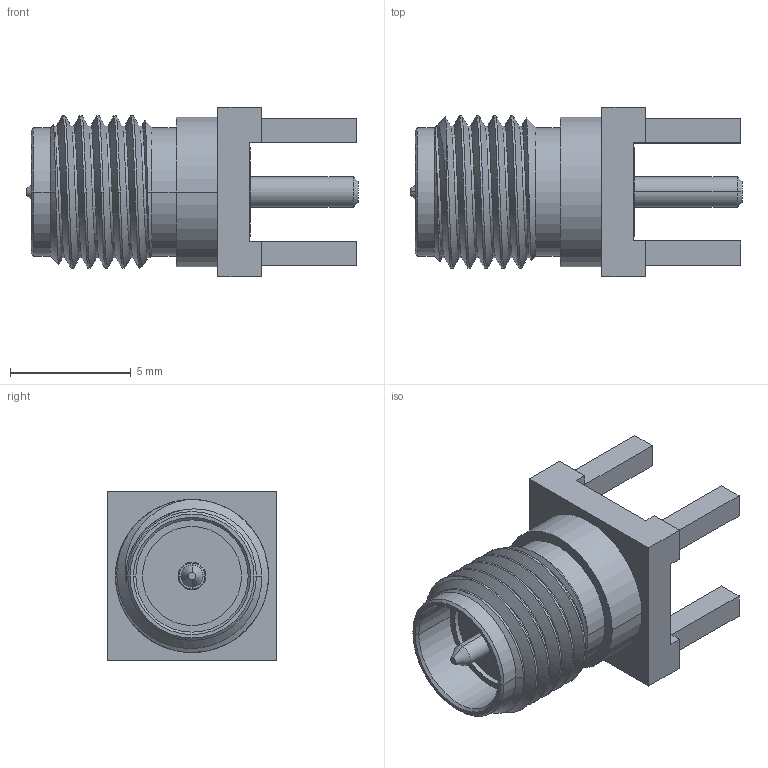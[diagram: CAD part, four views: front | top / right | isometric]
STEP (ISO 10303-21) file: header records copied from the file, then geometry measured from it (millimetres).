
FILE_DESCRIPTION((''),'2;1');
FILE_NAME('132134RP_SW0001','2019-12-23T',('karthik'),(''),'CREO PARAMETRIC BY PTC INC, 2018360','CREO PARAMETRIC BY PTC INC, 2018360','');
FILE_SCHEMA(('CONFIG_CONTROL_DESIGN'));
Length unit declared in the file: millimetre
Products named in the file (1): 132134RP_SW0001
Bounding box: 13.74 x 7 x 7 mm (x, y, z)
Volume: 261.2 mm3; surface area: 455.3 mm2
Topology: 1 solids, 1 shells, 82 faces, 202 edges, 130 vertices
Faces by surface type: plane 38, cylinder 22, cone 16, bspline 6
Entity records: 5343 total; most frequent: CARTESIAN_POINT 3392, ORIENTED_EDGE 404, DIRECTION 374, EDGE_CURVE 202, VERTEX_POINT 130, AXIS2_PLACEMENT_3D 125, VECTOR 124, LINE 124
